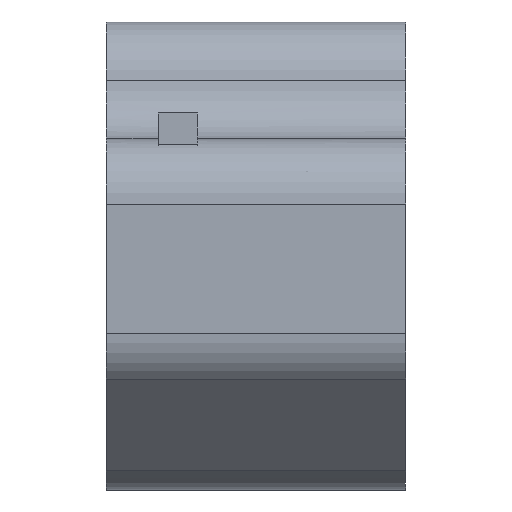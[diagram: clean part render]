
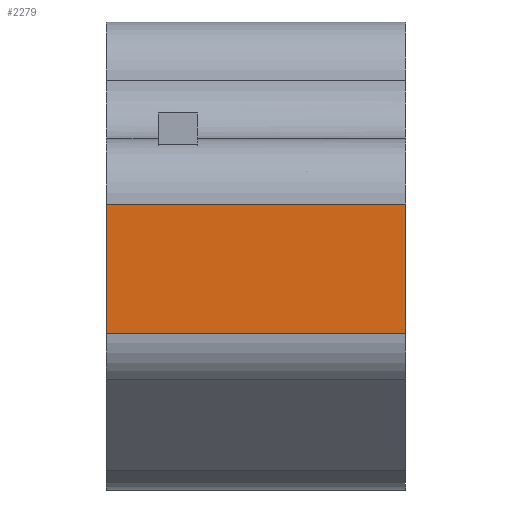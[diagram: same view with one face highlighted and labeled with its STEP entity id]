
A CAD part, left-side view. The second image highlights one B-rep face of the part: STEP entity #2279.
In plain terms, the highlighted planar face has unit normal (-1, 0, 0).
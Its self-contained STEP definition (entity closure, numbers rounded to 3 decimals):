
#125=PLANE('',#2481);
#762=ORIENTED_EDGE('',*,*,#1154,.F.);
#763=ORIENTED_EDGE('',*,*,#877,.F.);
#764=ORIENTED_EDGE('',*,*,#1153,.T.);
#765=ORIENTED_EDGE('',*,*,#1110,.T.);
#877=EDGE_CURVE('',#1194,#1195,#1409,.T.);
#1110=EDGE_CURVE('',#1354,#1357,#1565,.T.);
#1153=EDGE_CURVE('',#1194,#1354,#1588,.T.);
#1154=EDGE_CURVE('',#1195,#1357,#1589,.T.);
#1194=VERTEX_POINT('',#3142);
#1195=VERTEX_POINT('',#3144);
#1354=VERTEX_POINT('',#4762);
#1357=VERTEX_POINT('',#4767);
#1409=LINE('',#3143,#1620);
#1565=LINE('',#4768,#1776);
#1588=LINE('',#4860,#1799);
#1589=LINE('',#4862,#1800);
#1620=VECTOR('',#2536,1000.);
#1776=VECTOR('',#2946,1000.);
#1799=VECTOR('',#3039,1000.);
#1800=VECTOR('',#3042,1000.);
#1949=EDGE_LOOP('',(#762,#763,#764,#765));
#2108=FACE_BOUND('',#1949,.T.);
#2279=ADVANCED_FACE('',(#2108),#125,.T.);
#2481=AXIS2_PLACEMENT_3D('',#4864,#3044,#3045);
#2536=DIRECTION('',(0.,-1.,0.));
#2946=DIRECTION('',(0.,-1.,0.));
#3039=DIRECTION('',(0.,0.,-1.));
#3042=DIRECTION('',(0.,0.,-1.));
#3044=DIRECTION('',(-1.,0.,0.));
#3045=DIRECTION('',(0.,0.,1.));
#3142=CARTESIAN_POINT('',(-25.,11.5,22.));
#3143=CARTESIAN_POINT('',(-25.,11.5,22.));
#3144=CARTESIAN_POINT('',(-25.,-11.5,22.));
#4762=CARTESIAN_POINT('',(-25.,11.5,12.071));
#4767=CARTESIAN_POINT('',(-25.,-11.5,12.071));
#4768=CARTESIAN_POINT('',(-25.,11.5,12.071));
#4860=CARTESIAN_POINT('',(-25.,11.5,22.42));
#4862=CARTESIAN_POINT('',(-25.,-11.5,22.42));
#4864=CARTESIAN_POINT('',(-25.,11.5,22.42));
